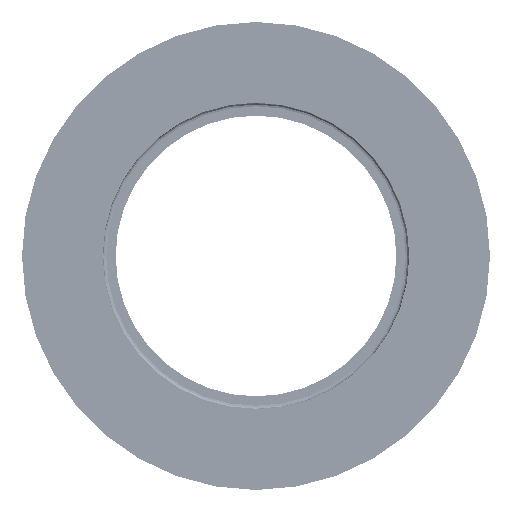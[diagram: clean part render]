
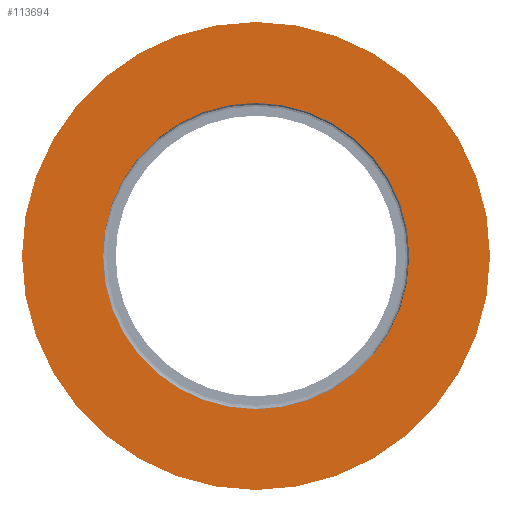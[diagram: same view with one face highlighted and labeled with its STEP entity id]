
A CAD part, left-side view. The second image highlights one B-rep face of the part: STEP entity #113694.
In plain terms, the highlighted planar face has unit normal (-1, 0, 0).
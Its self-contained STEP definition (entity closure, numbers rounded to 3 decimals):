
#2573 = CARTESIAN_POINT ( 'NONE',  ( 0., 0., 13.1 ) ) ;
#8248 = FACE_OUTER_BOUND ( 'NONE', #28281, .T. ) ;
#12200 = AXIS2_PLACEMENT_3D ( 'NONE', #196897, #92341, #214352 ) ;
#14623 = DIRECTION ( 'NONE',  ( 0., 0., 1. ) ) ;
#15346 = DIRECTION ( 'NONE',  ( -1., 0., 0. ) ) ;
#15380 = CARTESIAN_POINT ( 'NONE',  ( 0., 0., 0. ) ) ;
#28281 = EDGE_LOOP ( 'NONE', ( #114422, #170240 ) ) ;
#30560 = VERTEX_POINT ( 'NONE', #196729 ) ;
#34401 = EDGE_CURVE ( 'NONE', #211389, #210955, #170149, .T. ) ;
#35863 = EDGE_CURVE ( 'NONE', #30560, #181721, #76161, .T. ) ;
#35934 = AXIS2_PLACEMENT_3D ( 'NONE', #109849, #109323, #108832 ) ;
#50293 = DIRECTION ( 'NONE',  ( -1., 0., 0. ) ) ;
#50669 = EDGE_LOOP ( 'NONE', ( #162404, #173968 ) ) ;
#51925 = CIRCLE ( 'NONE', #12200, 13.1 ) ;
#55099 = FACE_BOUND ( 'NONE', #50669, .T. ) ;
#61511 = AXIS2_PLACEMENT_3D ( 'NONE', #15380, #15346, #14623 ) ;
#76161 = CIRCLE ( 'NONE', #35934, 20. ) ;
#92341 = DIRECTION ( 'NONE',  ( -1., 0., 0. ) ) ;
#99484 = DIRECTION ( 'NONE',  ( 1., 0., 0. ) ) ;
#105970 = EDGE_CURVE ( 'NONE', #181721, #30560, #156876, .T. ) ;
#107408 = CARTESIAN_POINT ( 'NONE',  ( 0., 0., -20. ) ) ;
#108832 = DIRECTION ( 'NONE',  ( 0., 0., 1. ) ) ;
#109323 = DIRECTION ( 'NONE',  ( -1., 0., 0. ) ) ;
#109849 = CARTESIAN_POINT ( 'NONE',  ( 0., 0., 0. ) ) ;
#113694 = ADVANCED_FACE ( 'NONE', ( #55099, #8248 ), #203302, .F. ) ;
#114422 = ORIENTED_EDGE ( 'NONE', *, *, #35863, .T. ) ;
#114794 = AXIS2_PLACEMENT_3D ( 'NONE', #204070, #99484, #221424 ) ;
#154230 = CARTESIAN_POINT ( 'NONE',  ( 0., 0., 0. ) ) ;
#156876 = CIRCLE ( 'NONE', #222175, 20. ) ;
#162404 = ORIENTED_EDGE ( 'NONE', *, *, #168540, .F. ) ;
#168540 = EDGE_CURVE ( 'NONE', #210955, #211389, #51925, .T. ) ;
#170149 = CIRCLE ( 'NONE', #61511, 13.1 ) ;
#170240 = ORIENTED_EDGE ( 'NONE', *, *, #105970, .T. ) ;
#171685 = DIRECTION ( 'NONE',  ( 0., 0., 1. ) ) ;
#173968 = ORIENTED_EDGE ( 'NONE', *, *, #34401, .F. ) ;
#181721 = VERTEX_POINT ( 'NONE', #107408 ) ;
#194442 = CARTESIAN_POINT ( 'NONE',  ( 0., 0., -13.1 ) ) ;
#196729 = CARTESIAN_POINT ( 'NONE',  ( 0., 0., 20. ) ) ;
#196897 = CARTESIAN_POINT ( 'NONE',  ( 0., 0., 0. ) ) ;
#203302 = PLANE ( 'NONE',  #114794 ) ;
#204070 = CARTESIAN_POINT ( 'NONE',  ( 0., 13.1, 0. ) ) ;
#210955 = VERTEX_POINT ( 'NONE', #2573 ) ;
#211389 = VERTEX_POINT ( 'NONE', #194442 ) ;
#214352 = DIRECTION ( 'NONE',  ( 0., 0., 1. ) ) ;
#221424 = DIRECTION ( 'NONE',  ( 0., 0., -1. ) ) ;
#222175 = AXIS2_PLACEMENT_3D ( 'NONE', #154230, #50293, #171685 ) ;
